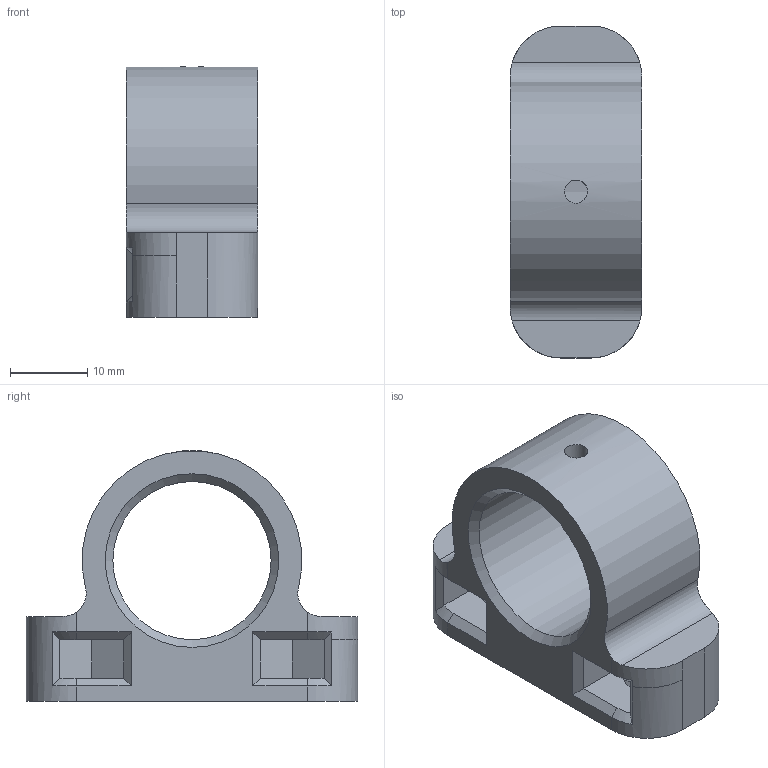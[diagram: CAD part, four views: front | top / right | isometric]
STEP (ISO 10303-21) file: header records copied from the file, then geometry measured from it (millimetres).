
FILE_DESCRIPTION(/* description */ (''),/* implementation_level */ '2;1');
FILE_NAME(/* name */ 'AttacheTubeChariot v4.step',/* time_stamp */ '2022-02-10T19:52:57+01:00',/* author */ (''),/* organization */ (''),/* preprocessor_version */ 'ST-DEVELOPER v18.1',/* originating_system */ 'Autodesk Translation Framework v10.13.0.1454',/* authorisation */ '');
FILE_SCHEMA (('AUTOMOTIVE_DESIGN { 1 0 10303 214 3 1 1 }'));
Length unit declared in the file: millimetre
Products named in the file (1): (Non enregistré)
Bounding box: 17 x 43 x 32.5 mm (x, y, z)
Volume: 9542.9 mm3; surface area: 5206.5 mm2
Topology: 1 solids, 1 shells, 49 faces, 127 edges, 82 vertices
Faces by surface type: plane 29, cylinder 14, cone 6
Full cylindrical faces by diameter (mm): 3 x1, 5 x2, 6 x2, 20.5 x1
Entity records: 1611 total; most frequent: CARTESIAN_POINT 366, ORIENTED_EDGE 254, DIRECTION 246, EDGE_CURVE 127, AXIS2_PLACEMENT_3D 85, VERTEX_POINT 82, LINE 76, VECTOR 76
